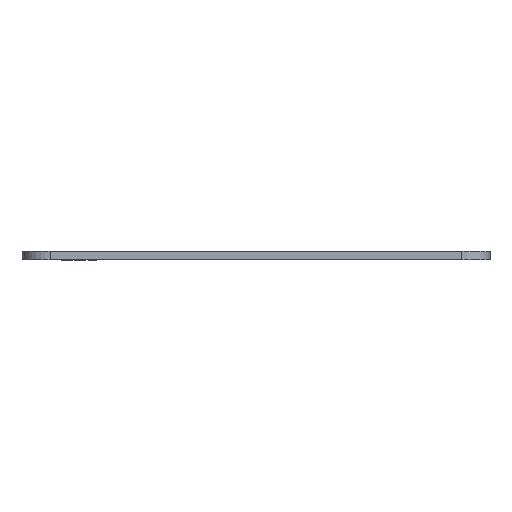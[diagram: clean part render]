
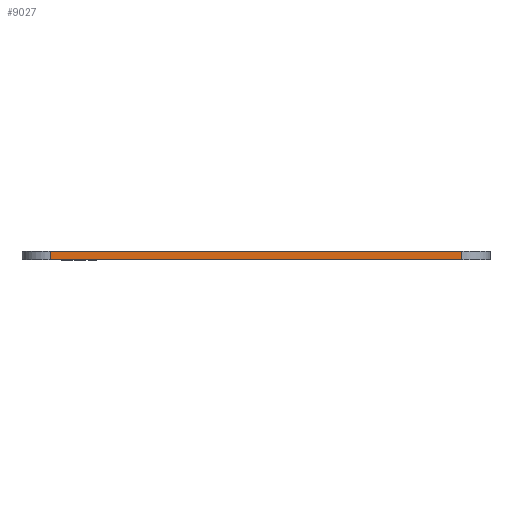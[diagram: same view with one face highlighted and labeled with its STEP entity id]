
A CAD part, left-side view. The second image highlights one B-rep face of the part: STEP entity #9027.
In plain terms, the highlighted planar face has unit normal (-1, 0, 0).
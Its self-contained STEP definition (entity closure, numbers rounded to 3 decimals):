
#283=PLANE('',#9265);
#734=FACE_OUTER_BOUND('',#1253,.T.);
#1253=EDGE_LOOP('',(#7993,#7994,#7995,#7996));
#1920=LINE('',#17911,#2633);
#1946=LINE('',#18028,#2659);
#1947=LINE('',#18031,#2660);
#1948=LINE('',#18032,#2661);
#2633=VECTOR('',#10199,10.);
#2659=VECTOR('',#10299,10.);
#2660=VECTOR('',#10302,10.);
#2661=VECTOR('',#10303,10.);
#4115=VERTEX_POINT('',#17889);
#4125=VERTEX_POINT('',#17909);
#4178=VERTEX_POINT('',#18024);
#4180=VERTEX_POINT('',#18030);
#5420=EDGE_CURVE('',#4125,#4115,#1920,.T.);
#5475=EDGE_CURVE('',#4115,#4178,#1946,.T.);
#5476=EDGE_CURVE('',#4180,#4125,#1947,.T.);
#5477=EDGE_CURVE('',#4178,#4180,#1948,.T.);
#7993=ORIENTED_EDGE('',*,*,#5475,.F.);
#7994=ORIENTED_EDGE('',*,*,#5420,.F.);
#7995=ORIENTED_EDGE('',*,*,#5476,.F.);
#7996=ORIENTED_EDGE('',*,*,#5477,.F.);
#9027=ADVANCED_FACE('',(#734),#283,.T.);
#9265=AXIS2_PLACEMENT_3D('',#18029,#10300,#10301);
#10199=DIRECTION('',(0.,1.,0.));
#10299=DIRECTION('',(0.,0.,1.));
#10300=DIRECTION('center_axis',(-1.,0.,0.));
#10301=DIRECTION('ref_axis',(0.,-1.,0.));
#10302=DIRECTION('',(0.,0.,-1.));
#10303=DIRECTION('',(0.,-1.,0.));
#17889=CARTESIAN_POINT('',(-10.384,28.935,0.));
#17909=CARTESIAN_POINT('',(-10.384,-43.365,0.));
#17911=CARTESIAN_POINT('',(-10.384,-48.365,0.));
#18024=CARTESIAN_POINT('',(-10.384,28.935,1.5));
#18028=CARTESIAN_POINT('',(-10.384,28.935,0.));
#18029=CARTESIAN_POINT('Origin',(-10.384,33.935,0.));
#18030=CARTESIAN_POINT('',(-10.384,-43.365,1.5));
#18031=CARTESIAN_POINT('',(-10.384,-43.365,0.));
#18032=CARTESIAN_POINT('',(-10.384,-48.365,1.5));
